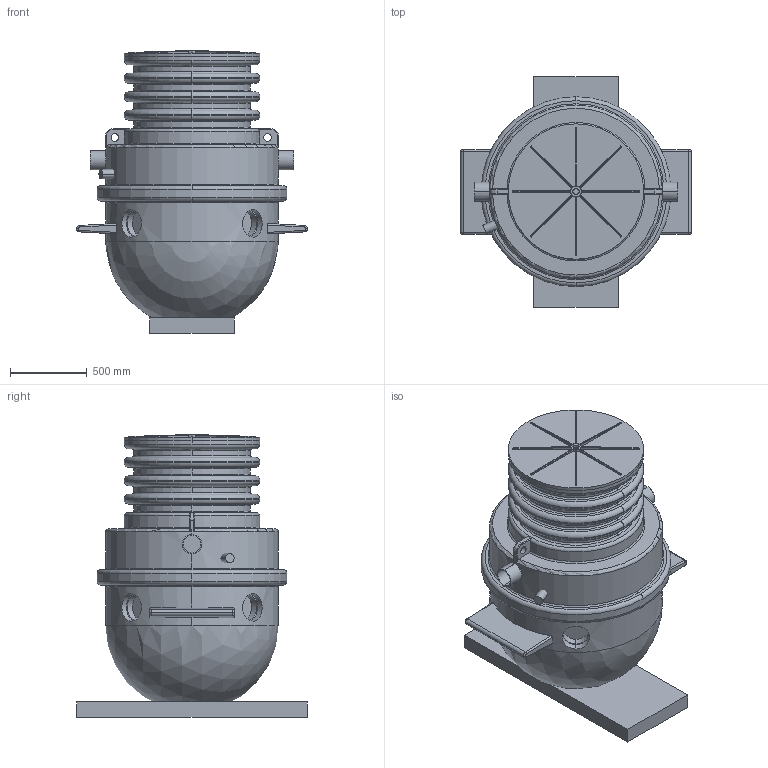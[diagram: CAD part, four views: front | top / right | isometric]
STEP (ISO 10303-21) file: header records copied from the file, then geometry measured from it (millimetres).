
FILE_DESCRIPTION((''),'2;1');
FILE_NAME('3d_DrainLift WS 1100E - TP 50-2506432.stp','2009-02-19T09:52:51',(''),(''),'Mechanical Desktop 2008','Mechanical Desktop 2008',', , ');
FILE_SCHEMA(('CONFIG_CONTROL_DESIGN'));
Length unit declared in the file: millimetre
Products named in the file (1): 3D_DRAINLIFT WS 1100E - TP 50-2506432
Bounding box: 1500 x 1500 x 1837 mm (x, y, z)
Volume: 283570030.6 mm3; surface area: 20649820.3 mm2
Topology: 30 solids, 30 shells, 981 faces, 2418 edges, 1565 vertices
Faces by surface type: plane 433, cylinder 317, bspline 136, torus 75, cone 17, sphere 3
Entity records: 35021 total; most frequent: CARTESIAN_POINT 11542, DIRECTION 4985, ORIENTED_EDGE 4828, EDGE_CURVE 2414, AXIS2_PLACEMENT_3D 1890, VERTEX_POINT 1565, VECTOR 1205, LINE 1205
